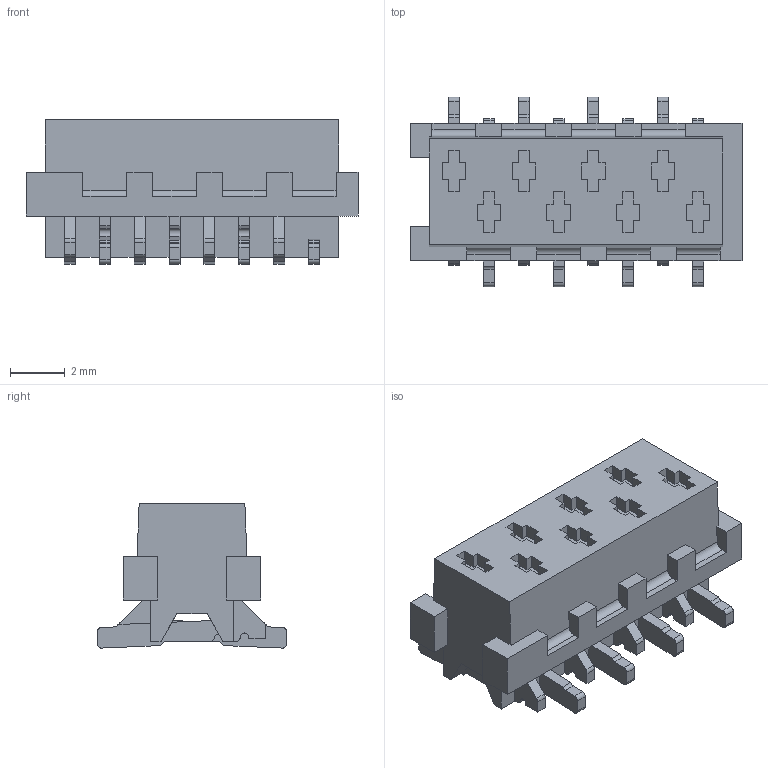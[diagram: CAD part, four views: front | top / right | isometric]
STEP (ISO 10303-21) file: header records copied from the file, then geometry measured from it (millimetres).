
FILE_DESCRIPTION( ( 'Unknown' ), '1' );
FILE_NAME( 'Embase Micromatch Femelle CMS 8pts.stp', 'Unknown', ( 'Angelis' ), ( 'IUT de Cachan' ), 'PSStep 13.0', 'Unknown', ' ' );
FILE_SCHEMA( ( 'AUTOMOTIVE_DESIGN { 1 0 10303 214 1 1 1 1 }' ) );
Length unit declared in the file: millimetre
Products named in the file (1): C-0188275-08-3
Bounding box: 12.09 x 6.9 x 5.25 mm (x, y, z)
Surface area: 405.7 mm2 (no closed solid volume)
Topology: 0 solids, 448 shells, 448 faces, 2688 edges, 2688 vertices
Faces by surface type: plane 362, cylinder 86
Entity records: 29108 total; most frequent: CARTESIAN_POINT 5825, DIRECTION 3978, ORIENTED_EDGE 2688, EDGE_CURVE 2688, VERTEX_POINT 2688, LINE 2296, VECTOR 2296, AXIS2_PLACEMENT_3D 841
